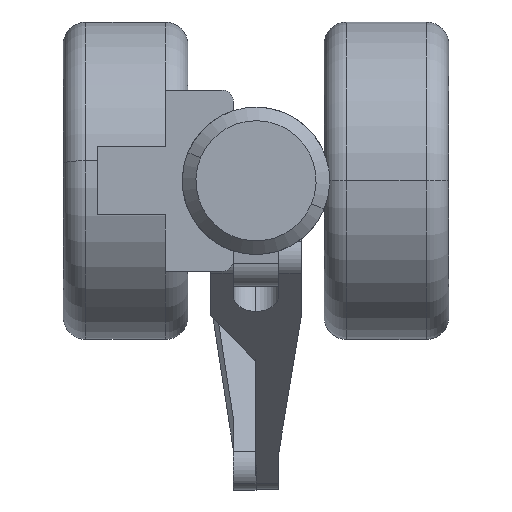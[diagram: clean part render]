
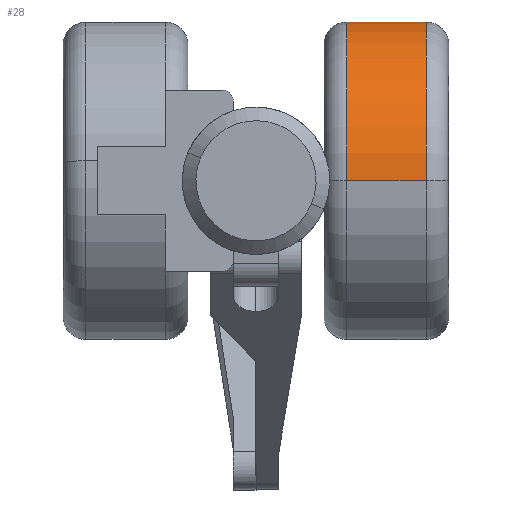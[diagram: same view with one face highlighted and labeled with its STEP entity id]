
A CAD part, left-side view. The second image highlights one B-rep face of the part: STEP entity #28.
In plain terms, the highlighted cylindrical face has radius 14 mm (diameter 28 mm), a partial arc.
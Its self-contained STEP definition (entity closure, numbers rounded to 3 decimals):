
#28 = ADVANCED_FACE ( 'NONE', ( #284 ), #793, .T. ) ;
#150 = EDGE_CURVE ( 'NONE', #3677, #4562, #4467, .T. ) ;
#284 = FACE_OUTER_BOUND ( 'NONE', #4674, .T. ) ;
#316 = DIRECTION ( 'NONE',  ( 1., 0., 0. ) ) ;
#478 = CARTESIAN_POINT ( 'NONE',  ( 14., 0., 5.5 ) ) ;
#704 = LINE ( 'NONE', #478, #2986 ) ;
#774 = DIRECTION ( 'NONE',  ( 0., 0., 1. ) ) ;
#793 = CYLINDRICAL_SURFACE ( 'NONE', #2650, 14. ) ;
#860 = CARTESIAN_POINT ( 'NONE',  ( -14., 0., 5.5 ) ) ;
#1440 = CARTESIAN_POINT ( 'NONE',  ( 14., 0., -3.5 ) ) ;
#1480 = ORIENTED_EDGE ( 'NONE', *, *, #4068, .T. ) ;
#1504 = ORIENTED_EDGE ( 'NONE', *, *, #2891, .F. ) ;
#1693 = CARTESIAN_POINT ( 'NONE',  ( -14., 0., -3.5 ) ) ;
#2162 = CARTESIAN_POINT ( 'NONE',  ( 0., 0., 3.5 ) ) ;
#2267 = DIRECTION ( 'NONE',  ( 0., 0., -1. ) ) ;
#2309 = DIRECTION ( 'NONE',  ( -1., 0., 0. ) ) ;
#2451 = CARTESIAN_POINT ( 'NONE',  ( -14., 0., 3.5 ) ) ;
#2650 = AXIS2_PLACEMENT_3D ( 'NONE', #4608, #2267, #2309 ) ;
#2662 = DIRECTION ( 'NONE',  ( 0., 0., -1. ) ) ;
#2716 = AXIS2_PLACEMENT_3D ( 'NONE', #2162, #2662, #4465 ) ;
#2778 = DIRECTION ( 'NONE',  ( 0., 0., -1. ) ) ;
#2891 = EDGE_CURVE ( 'NONE', #5846, #4562, #5662, .T. ) ;
#2967 = EDGE_CURVE ( 'NONE', #5797, #3677, #704, .T. ) ;
#2986 = VECTOR ( 'NONE', #2778, 1000. ) ;
#3338 = CARTESIAN_POINT ( 'NONE',  ( 14., 0., 3.5 ) ) ;
#3602 = ORIENTED_EDGE ( 'NONE', *, *, #2967, .T. ) ;
#3644 = CIRCLE ( 'NONE', #2716, 14. ) ;
#3677 = VERTEX_POINT ( 'NONE', #1440 ) ;
#4068 = EDGE_CURVE ( 'NONE', #5846, #5797, #3644, .T. ) ;
#4447 = VECTOR ( 'NONE', #4621, 1000. ) ;
#4465 = DIRECTION ( 'NONE',  ( 1., 0., 0. ) ) ;
#4467 = CIRCLE ( 'NONE', #4642, 14. ) ;
#4562 = VERTEX_POINT ( 'NONE', #1693 ) ;
#4608 = CARTESIAN_POINT ( 'NONE',  ( 0., 0., 5.5 ) ) ;
#4621 = DIRECTION ( 'NONE',  ( 0., 0., -1. ) ) ;
#4642 = AXIS2_PLACEMENT_3D ( 'NONE', #4967, #774, #316 ) ;
#4674 = EDGE_LOOP ( 'NONE', ( #1480, #3602, #4692, #1504 ) ) ;
#4692 = ORIENTED_EDGE ( 'NONE', *, *, #150, .T. ) ;
#4967 = CARTESIAN_POINT ( 'NONE',  ( 0., 0., -3.5 ) ) ;
#5662 = LINE ( 'NONE', #860, #4447 ) ;
#5797 = VERTEX_POINT ( 'NONE', #3338 ) ;
#5846 = VERTEX_POINT ( 'NONE', #2451 ) ;
